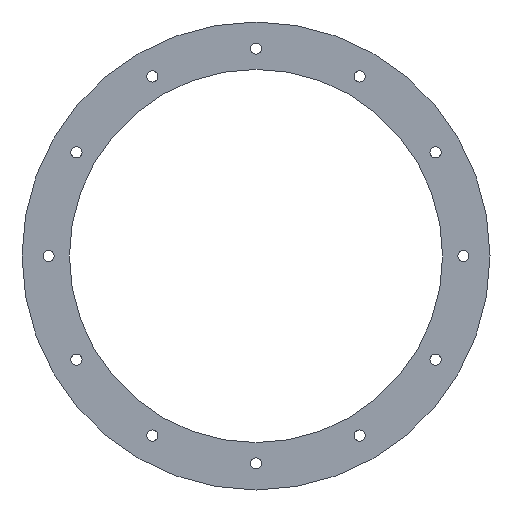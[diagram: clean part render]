
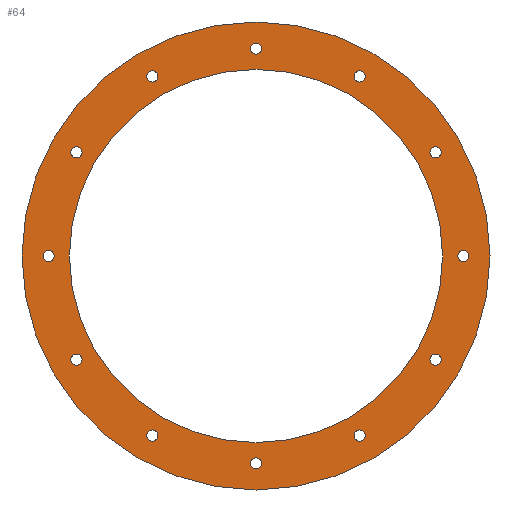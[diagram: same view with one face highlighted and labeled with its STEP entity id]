
A CAD part, left-side view. The second image highlights one B-rep face of the part: STEP entity #64.
In plain terms, the highlighted planar face has unit normal (-1, 0, 0).
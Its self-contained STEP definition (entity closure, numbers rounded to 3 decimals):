
#64 = ADVANCED_FACE( '', ( #137, #138, #139, #140, #141, #142, #143, #144, #145, #146, #147, #148, #149, #150 ), #151, .T. );
#137 = FACE_BOUND( '', #232, .T. );
#138 = FACE_BOUND( '', #233, .T. );
#139 = FACE_BOUND( '', #234, .T. );
#140 = FACE_BOUND( '', #235, .T. );
#141 = FACE_BOUND( '', #236, .T. );
#142 = FACE_BOUND( '', #237, .T. );
#143 = FACE_BOUND( '', #238, .T. );
#144 = FACE_BOUND( '', #239, .T. );
#145 = FACE_BOUND( '', #240, .T. );
#146 = FACE_BOUND( '', #241, .T. );
#147 = FACE_BOUND( '', #242, .T. );
#148 = FACE_BOUND( '', #243, .T. );
#149 = FACE_BOUND( '', #244, .T. );
#150 = FACE_OUTER_BOUND( '', #245, .T. );
#151 = PLANE( '', #246 );
#232 = EDGE_LOOP( '', ( #345 ) );
#233 = EDGE_LOOP( '', ( #346 ) );
#234 = EDGE_LOOP( '', ( #347 ) );
#235 = EDGE_LOOP( '', ( #348 ) );
#236 = EDGE_LOOP( '', ( #349 ) );
#237 = EDGE_LOOP( '', ( #350 ) );
#238 = EDGE_LOOP( '', ( #351 ) );
#239 = EDGE_LOOP( '', ( #352 ) );
#240 = EDGE_LOOP( '', ( #353 ) );
#241 = EDGE_LOOP( '', ( #354 ) );
#242 = EDGE_LOOP( '', ( #355 ) );
#243 = EDGE_LOOP( '', ( #356 ) );
#244 = EDGE_LOOP( '', ( #357 ) );
#245 = EDGE_LOOP( '', ( #358 ) );
#246 = AXIS2_PLACEMENT_3D( '', #359, #360, #361 );
#345 = ORIENTED_EDGE( '', *, *, #418, .T. );
#346 = ORIENTED_EDGE( '', *, *, #412, .T. );
#347 = ORIENTED_EDGE( '', *, *, #397, .T. );
#348 = ORIENTED_EDGE( '', *, *, #415, .T. );
#349 = ORIENTED_EDGE( '', *, *, #403, .T. );
#350 = ORIENTED_EDGE( '', *, *, #429, .T. );
#351 = ORIENTED_EDGE( '', *, *, #406, .T. );
#352 = ORIENTED_EDGE( '', *, *, #409, .T. );
#353 = ORIENTED_EDGE( '', *, *, #400, .T. );
#354 = ORIENTED_EDGE( '', *, *, #394, .T. );
#355 = ORIENTED_EDGE( '', *, *, #424, .T. );
#356 = ORIENTED_EDGE( '', *, *, #421, .T. );
#357 = ORIENTED_EDGE( '', *, *, #427, .T. );
#358 = ORIENTED_EDGE( '', *, *, #430, .F. );
#359 = CARTESIAN_POINT( '', ( 0., 197.5, 0. ) );
#360 = DIRECTION( '', ( -1., 0., 0. ) );
#361 = DIRECTION( '', ( 0., 0., 1. ) );
#394 = EDGE_CURVE( '', #439, #439, #440, .T. );
#397 = EDGE_CURVE( '', #444, #444, #445, .T. );
#400 = EDGE_CURVE( '', #449, #449, #450, .T. );
#403 = EDGE_CURVE( '', #454, #454, #455, .T. );
#406 = EDGE_CURVE( '', #459, #459, #460, .T. );
#409 = EDGE_CURVE( '', #464, #464, #465, .T. );
#412 = EDGE_CURVE( '', #469, #469, #470, .T. );
#415 = EDGE_CURVE( '', #474, #474, #475, .T. );
#418 = EDGE_CURVE( '', #479, #479, #480, .T. );
#421 = EDGE_CURVE( '', #484, #484, #485, .T. );
#424 = EDGE_CURVE( '', #489, #489, #490, .T. );
#427 = EDGE_CURVE( '', #494, #494, #495, .T. );
#429 = EDGE_CURVE( '', #497, #497, #498, .T. );
#430 = EDGE_CURVE( '', #499, #499, #500, .T. );
#439 = VERTEX_POINT( '', #511 );
#440 = CIRCLE( '', #512, 4.75 );
#444 = VERTEX_POINT( '', #516 );
#445 = CIRCLE( '', #517, 4.75 );
#449 = VERTEX_POINT( '', #521 );
#450 = CIRCLE( '', #522, 4.75 );
#454 = VERTEX_POINT( '', #526 );
#455 = CIRCLE( '', #527, 4.75 );
#459 = VERTEX_POINT( '', #531 );
#460 = CIRCLE( '', #532, 4.75 );
#464 = VERTEX_POINT( '', #536 );
#465 = CIRCLE( '', #537, 4.75 );
#469 = VERTEX_POINT( '', #541 );
#470 = CIRCLE( '', #542, 4.75 );
#474 = VERTEX_POINT( '', #546 );
#475 = CIRCLE( '', #547, 4.75 );
#479 = VERTEX_POINT( '', #551 );
#480 = CIRCLE( '', #552, 157.5 );
#484 = VERTEX_POINT( '', #556 );
#485 = CIRCLE( '', #557, 4.75 );
#489 = VERTEX_POINT( '', #561 );
#490 = CIRCLE( '', #562, 4.75 );
#494 = VERTEX_POINT( '', #566 );
#495 = CIRCLE( '', #567, 4.75 );
#497 = VERTEX_POINT( '', #569 );
#498 = CIRCLE( '', #570, 4.75 );
#499 = VERTEX_POINT( '', #571 );
#500 = CIRCLE( '', #572, 197.5 );
#511 = CARTESIAN_POINT( '', ( 0., 0., 170.25 ) );
#512 = AXIS2_PLACEMENT_3D( '', #583, #584, #585 );
#516 = CARTESIAN_POINT( '', ( 0., 87.5, -156.304 ) );
#517 = AXIS2_PLACEMENT_3D( '', #589, #590, #591 );
#521 = CARTESIAN_POINT( '', ( 0., -87.5, 146.804 ) );
#522 = AXIS2_PLACEMENT_3D( '', #595, #596, #597 );
#526 = CARTESIAN_POINT( '', ( 0., -87.5, -156.304 ) );
#527 = AXIS2_PLACEMENT_3D( '', #601, #602, #603 );
#531 = CARTESIAN_POINT( '', ( 0., -175., -4.75 ) );
#532 = AXIS2_PLACEMENT_3D( '', #607, #608, #609 );
#536 = CARTESIAN_POINT( '', ( 0., -151.554, 82.75 ) );
#537 = AXIS2_PLACEMENT_3D( '', #613, #614, #615 );
#541 = CARTESIAN_POINT( '', ( 0., 175., -4.75 ) );
#542 = AXIS2_PLACEMENT_3D( '', #619, #620, #621 );
#546 = CARTESIAN_POINT( '', ( 0., 0., -179.75 ) );
#547 = AXIS2_PLACEMENT_3D( '', #625, #626, #627 );
#551 = CARTESIAN_POINT( '', ( 0., 0., -157.5 ) );
#552 = AXIS2_PLACEMENT_3D( '', #631, #632, #633 );
#556 = CARTESIAN_POINT( '', ( 0., 151.554, 82.75 ) );
#557 = AXIS2_PLACEMENT_3D( '', #637, #638, #639 );
#561 = CARTESIAN_POINT( '', ( 0., 87.5, 146.804 ) );
#562 = AXIS2_PLACEMENT_3D( '', #643, #644, #645 );
#566 = CARTESIAN_POINT( '', ( 0., 151.554, -92.25 ) );
#567 = AXIS2_PLACEMENT_3D( '', #649, #650, #651 );
#569 = CARTESIAN_POINT( '', ( 0., -151.554, -92.25 ) );
#570 = AXIS2_PLACEMENT_3D( '', #652, #653, #654 );
#571 = CARTESIAN_POINT( '', ( 0., 0., -197.5 ) );
#572 = AXIS2_PLACEMENT_3D( '', #655, #656, #657 );
#583 = CARTESIAN_POINT( '', ( 0., 0., 175. ) );
#584 = DIRECTION( '', ( 1., 0., 0. ) );
#585 = DIRECTION( '', ( 0., 0., -1. ) );
#589 = CARTESIAN_POINT( '', ( 0., 87.5, -151.554 ) );
#590 = DIRECTION( '', ( 1., 0., 0. ) );
#591 = DIRECTION( '', ( 0., 0., -1. ) );
#595 = CARTESIAN_POINT( '', ( 0., -87.5, 151.554 ) );
#596 = DIRECTION( '', ( 1., 0., 0. ) );
#597 = DIRECTION( '', ( 0., 0., -1. ) );
#601 = CARTESIAN_POINT( '', ( 0., -87.5, -151.554 ) );
#602 = DIRECTION( '', ( 1., 0., 0. ) );
#603 = DIRECTION( '', ( 0., 0., -1. ) );
#607 = CARTESIAN_POINT( '', ( 0., -175., 0. ) );
#608 = DIRECTION( '', ( 1., 0., 0. ) );
#609 = DIRECTION( '', ( 0., 0., -1. ) );
#613 = CARTESIAN_POINT( '', ( 0., -151.554, 87.5 ) );
#614 = DIRECTION( '', ( 1., 0., 0. ) );
#615 = DIRECTION( '', ( 0., 0., -1. ) );
#619 = CARTESIAN_POINT( '', ( 0., 175., 0. ) );
#620 = DIRECTION( '', ( 1., 0., 0. ) );
#621 = DIRECTION( '', ( 0., 0., -1. ) );
#625 = CARTESIAN_POINT( '', ( 0., 0., -175. ) );
#626 = DIRECTION( '', ( 1., 0., 0. ) );
#627 = DIRECTION( '', ( 0., 0., -1. ) );
#631 = CARTESIAN_POINT( '', ( 0., 0., 0. ) );
#632 = DIRECTION( '', ( 1., 0., 0. ) );
#633 = DIRECTION( '', ( 0., 0., -1. ) );
#637 = CARTESIAN_POINT( '', ( 0., 151.554, 87.5 ) );
#638 = DIRECTION( '', ( 1., 0., 0. ) );
#639 = DIRECTION( '', ( 0., 0., -1. ) );
#643 = CARTESIAN_POINT( '', ( 0., 87.5, 151.554 ) );
#644 = DIRECTION( '', ( 1., 0., 0. ) );
#645 = DIRECTION( '', ( 0., 0., -1. ) );
#649 = CARTESIAN_POINT( '', ( 0., 151.554, -87.5 ) );
#650 = DIRECTION( '', ( 1., 0., 0. ) );
#651 = DIRECTION( '', ( 0., 0., -1. ) );
#652 = CARTESIAN_POINT( '', ( 0., -151.554, -87.5 ) );
#653 = DIRECTION( '', ( 1., 0., 0. ) );
#654 = DIRECTION( '', ( 0., 0., -1. ) );
#655 = CARTESIAN_POINT( '', ( 0., 0., 0. ) );
#656 = DIRECTION( '', ( 1., 0., 0. ) );
#657 = DIRECTION( '', ( 0., 0., -1. ) );
